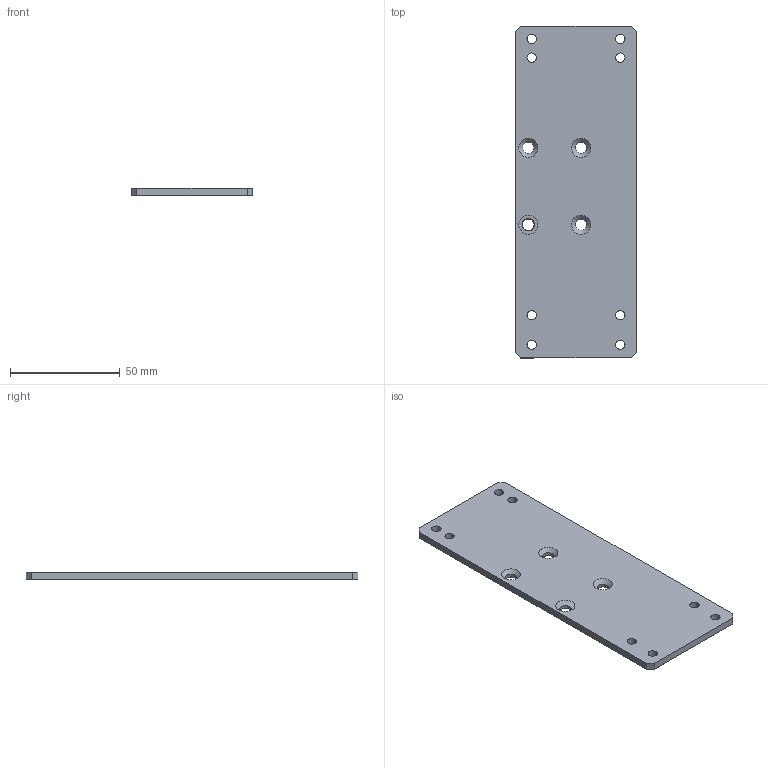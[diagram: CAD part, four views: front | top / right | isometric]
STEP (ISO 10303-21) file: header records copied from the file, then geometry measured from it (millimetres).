
FILE_DESCRIPTION(/* description */ (''),/* implementation_level */ '2;1');
FILE_NAME(/* name */ 'Z Axis back plate.step',/* time_stamp */ '2024-11-16T21:49:15+01:00',/* author */ (''),/* organization */ (''),/* preprocessor_version */ 'ST-DEVELOPER v20',/* originating_system */ 'Autodesk Translation Framework v13.20.0.188',/* authorisation */ '');
FILE_SCHEMA (('AUTOMOTIVE_DESIGN { 1 0 10303 214 3 1 1 }'));
Length unit declared in the file: millimetre
Products named in the file (1): FusionComponent
Bounding box: 55.4 x 151.13 x 3.5 mm (x, y, z)
Volume: 28425.6 mm3; surface area: 18216.4 mm2
Topology: 1 solids, 1 shells, 46 faces, 108 edges, 64 vertices
Faces by surface type: plane 18, cone 16, cylinder 12
Full cylindrical faces by diameter (mm): 4.25 x8, 5.2 x4
Entity records: 1381 total; most frequent: DIRECTION 242, CARTESIAN_POINT 219, ORIENTED_EDGE 216, EDGE_CURVE 108, AXIS2_PLACEMENT_3D 87, EDGE_LOOP 70, LINE 68, VECTOR 68
